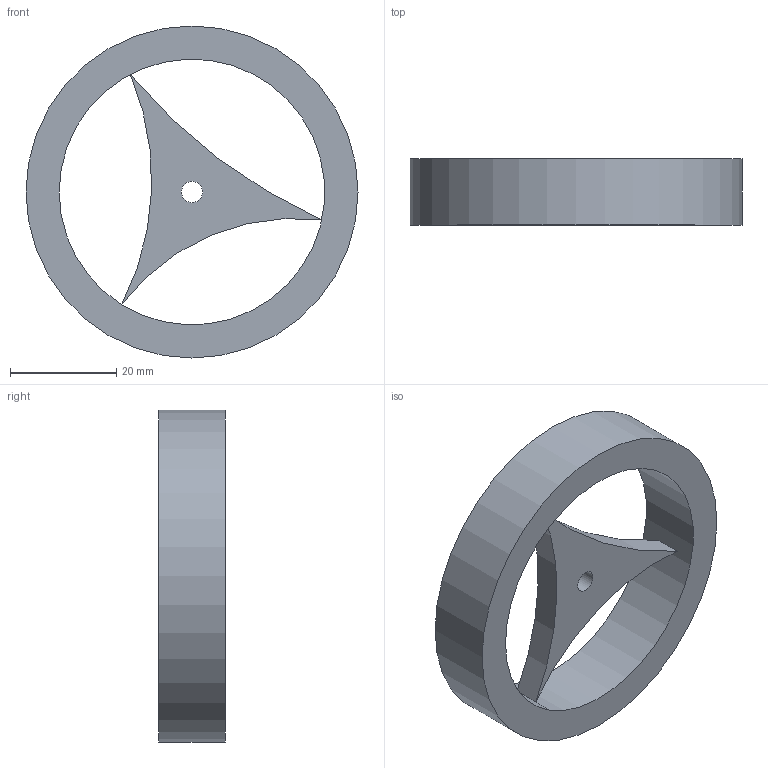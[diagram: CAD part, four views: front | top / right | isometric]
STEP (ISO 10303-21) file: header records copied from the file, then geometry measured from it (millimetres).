
FILE_DESCRIPTION(/* description */ (''),/* implementation_level */ '2;1');
FILE_NAME(/* name */ '',/* time_stamp */ '2022-12-30T16:38:46+08:00',/* author */ (''),/* organization */ (''),/* preprocessor_version */ 'ST-DEVELOPER v19.2',/* originating_system */ 'Autodesk Translation Framework v11.17.0.187',/* authorisation */ '');
FILE_SCHEMA (('AUTOMOTIVE_DESIGN { 1 0 10303 214 3 1 1 }'));
Length unit declared in the file: millimetre
Products named in the file (1): 飞轮
Bounding box: 62.5 x 12.5 x 62.5 mm (x, y, z)
Volume: 15910 mm3; surface area: 8197.8 mm2
Topology: 2 solids, 2 shells, 11 faces, 23 edges, 16 vertices
Faces by surface type: cylinder 7, plane 4
Full cylindrical faces by diameter (mm): 4 x1, 62.5 x1
Entity records: 373 total; most frequent: DIRECTION 63, CARTESIAN_POINT 57, ORIENTED_EDGE 50, AXIS2_PLACEMENT_3D 26, EDGE_CURVE 25, VERTEX_POINT 20, EDGE_LOOP 17, CIRCLE 14
